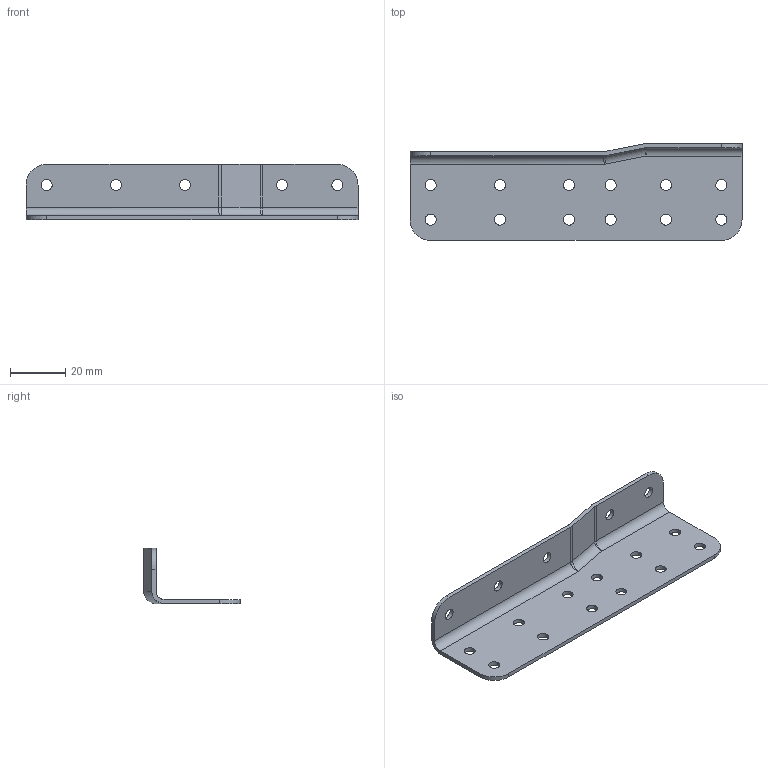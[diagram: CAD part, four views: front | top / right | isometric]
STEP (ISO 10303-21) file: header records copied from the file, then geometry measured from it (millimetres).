
FILE_DESCRIPTION(/* description */ (''),/* implementation_level */ '2;1');
FILE_NAME(/* name */ 'Val2.stp',/* time_stamp */ '2020-12-28T15:02:26-05:00',/* author */ ('Morty'),/* organization */ (''),/* preprocessor_version */ 'ST-DEVELOPER v18.1',/* originating_system */ 'Autodesk Inventor 2021',/* authorisation */ '');
FILE_SCHEMA (('AUTOMOTIVE_DESIGN { 1 0 10303 214 3 1 1 }'));
Length unit declared in the file: millimetre
Products named in the file (1): Val2
Bounding box: 120 x 35 x 20 mm (x, y, z)
Volume: 8606 mm3; surface area: 12287.4 mm2
Topology: 1 solids, 1 shells, 47 faces, 127 edges, 80 vertices
Faces by surface type: cylinder 31, plane 12, bspline 4
Full cylindrical faces by diameter (mm): 4 x17
Entity records: 1632 total; most frequent: CARTESIAN_POINT 307, DIRECTION 277, ORIENTED_EDGE 250, EDGE_CURVE 125, AXIS2_PLACEMENT_3D 108, EDGE_LOOP 81, VERTEX_POINT 80, LINE 61
